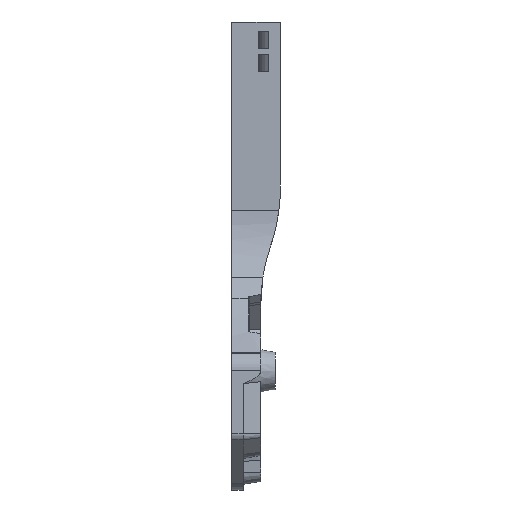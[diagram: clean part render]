
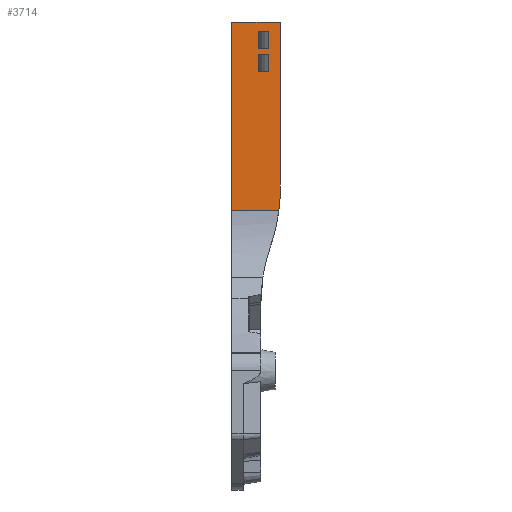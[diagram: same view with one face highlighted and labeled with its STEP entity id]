
A CAD part, front view. The second image highlights one B-rep face of the part: STEP entity #3714.
In plain terms, the highlighted planar face has unit normal (0, -1, 0).
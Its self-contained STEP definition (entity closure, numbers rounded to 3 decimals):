
#42=FACE_BOUND('',#484,.T.);
#43=FACE_BOUND('',#485,.T.);
#81=PLANE('',#3974);
#264=FACE_OUTER_BOUND('',#483,.T.);
#483=EDGE_LOOP('',(#2675,#2676,#2677,#2678,#2679,#2680,#2681));
#484=EDGE_LOOP('',(#2682,#2683,#2684,#2685));
#485=EDGE_LOOP('',(#2686,#2687,#2688,#2689));
#704=LINE('',#5534,#1062);
#732=LINE('',#5626,#1090);
#734=LINE('',#5633,#1092);
#735=LINE('',#5637,#1093);
#738=LINE('',#5644,#1096);
#739=LINE('',#5648,#1097);
#741=LINE('',#5653,#1099);
#743=LINE('',#5656,#1101);
#744=LINE('',#5660,#1102);
#745=LINE('',#5662,#1103);
#747=LINE('',#5666,#1105);
#757=LINE('',#5718,#1115);
#763=LINE('',#5734,#1121);
#1062=VECTOR('',#4365,10.);
#1090=VECTOR('',#4439,10.);
#1092=VECTOR('',#4447,10.);
#1093=VECTOR('',#4452,10.);
#1096=VECTOR('',#4459,10.);
#1097=VECTOR('',#4464,10.);
#1099=VECTOR('',#4470,10.);
#1101=VECTOR('',#4474,10.);
#1102=VECTOR('',#4479,10.);
#1103=VECTOR('',#4482,10.);
#1105=VECTOR('',#4486,10.);
#1115=VECTOR('',#4518,10.);
#1121=VECTOR('',#4532,10.);
#1417=CIRCLE('',#3922,32.25);
#1444=CIRCLE('',#3975,32.25);
#1617=VERTEX_POINT('',#5530);
#1619=VERTEX_POINT('',#5533);
#1622=VERTEX_POINT('',#5544);
#1651=VERTEX_POINT('',#5623);
#1652=VERTEX_POINT('',#5625);
#1653=VERTEX_POINT('',#5630);
#1654=VERTEX_POINT('',#5632);
#1655=VERTEX_POINT('',#5636);
#1657=VERTEX_POINT('',#5642);
#1658=VERTEX_POINT('',#5646);
#1659=VERTEX_POINT('',#5651);
#1660=VERTEX_POINT('',#5658);
#1661=VERTEX_POINT('',#5665);
#1677=VERTEX_POINT('',#5710);
#1678=VERTEX_POINT('',#5717);
#1973=EDGE_CURVE('',#1619,#1617,#704,.T.);
#1978=EDGE_CURVE('',#1617,#1622,#1417,.T.);
#2014=EDGE_CURVE('',#1651,#1652,#732,.T.);
#2018=EDGE_CURVE('',#1653,#1654,#734,.T.);
#2020=EDGE_CURVE('',#1622,#1655,#735,.T.);
#2024=EDGE_CURVE('',#1657,#1651,#738,.T.);
#2026=EDGE_CURVE('',#1658,#1653,#739,.T.);
#2029=EDGE_CURVE('',#1659,#1657,#741,.T.);
#2031=EDGE_CURVE('',#1652,#1659,#743,.T.);
#2033=EDGE_CURVE('',#1660,#1658,#744,.T.);
#2034=EDGE_CURVE('',#1660,#1654,#745,.T.);
#2036=EDGE_CURVE('',#1655,#1661,#747,.T.);
#2055=EDGE_CURVE('',#1678,#1677,#757,.T.);
#2063=EDGE_CURVE('',#1678,#1661,#763,.T.);
#2064=EDGE_CURVE('',#1677,#1619,#1444,.T.);
#2675=ORIENTED_EDGE('',*,*,#2063,.F.);
#2676=ORIENTED_EDGE('',*,*,#2055,.T.);
#2677=ORIENTED_EDGE('',*,*,#2064,.T.);
#2678=ORIENTED_EDGE('',*,*,#1973,.T.);
#2679=ORIENTED_EDGE('',*,*,#1978,.T.);
#2680=ORIENTED_EDGE('',*,*,#2020,.T.);
#2681=ORIENTED_EDGE('',*,*,#2036,.T.);
#2682=ORIENTED_EDGE('',*,*,#2026,.F.);
#2683=ORIENTED_EDGE('',*,*,#2033,.F.);
#2684=ORIENTED_EDGE('',*,*,#2034,.T.);
#2685=ORIENTED_EDGE('',*,*,#2018,.F.);
#2686=ORIENTED_EDGE('',*,*,#2029,.F.);
#2687=ORIENTED_EDGE('',*,*,#2031,.F.);
#2688=ORIENTED_EDGE('',*,*,#2014,.F.);
#2689=ORIENTED_EDGE('',*,*,#2024,.F.);
#3714=ADVANCED_FACE('',(#264,#42,#43),#81,.T.);
#3922=AXIS2_PLACEMENT_3D('',#5546,#4371,#4372);
#3974=AXIS2_PLACEMENT_3D('',#5733,#4530,#4531);
#3975=AXIS2_PLACEMENT_3D('',#5735,#4533,#4534);
#4365=DIRECTION('',(0.,0.,1.));
#4371=DIRECTION('center_axis',(0.,-1.,0.));
#4372=DIRECTION('ref_axis',(0.995,0.,-0.098));
#4439=DIRECTION('',(1.,0.,0.));
#4447=DIRECTION('',(0.,0.,-1.));
#4452=DIRECTION('',(0.,0.,1.));
#4459=DIRECTION('',(0.,0.,-1.));
#4464=DIRECTION('',(-1.,0.,0.));
#4470=DIRECTION('',(-1.,0.,0.));
#4474=DIRECTION('',(0.,0.,1.));
#4479=DIRECTION('',(0.,0.,1.));
#4482=DIRECTION('',(-1.,0.,0.));
#4486=DIRECTION('',(-1.,0.,0.));
#4518=DIRECTION('',(1.,0.,0.));
#4530=DIRECTION('center_axis',(0.,-1.,0.));
#4531=DIRECTION('ref_axis',(0.,0.,1.));
#4532=DIRECTION('',(0.,0.,1.));
#4533=DIRECTION('center_axis',(0.,-1.,0.));
#4534=DIRECTION('ref_axis',(0.995,0.,-0.098));
#5530=CARTESIAN_POINT('',(1.809,115.78,49.786));
#5533=CARTESIAN_POINT('',(1.809,115.78,29.786));
#5534=CARTESIAN_POINT('',(1.809,115.78,29.786));
#5544=CARTESIAN_POINT('',(1.864,115.78,51.666));
#5546=CARTESIAN_POINT('Origin',(-30.386,115.78,51.666));
#5623=CARTESIAN_POINT('',(-1.845,115.78,55.236));
#5625=CARTESIAN_POINT('',(-0.24,115.78,55.236));
#5626=CARTESIAN_POINT('',(-0.785,115.78,55.236));
#5630=CARTESIAN_POINT('',(-1.845,115.78,54.236));
#5632=CARTESIAN_POINT('',(-1.845,115.78,51.236));
#5633=CARTESIAN_POINT('',(-1.845,115.78,52.236));
#5636=CARTESIAN_POINT('',(1.864,115.78,59.786));
#5637=CARTESIAN_POINT('',(1.864,115.78,58.786));
#5642=CARTESIAN_POINT('',(-1.845,115.78,58.236));
#5644=CARTESIAN_POINT('',(-1.845,115.78,56.236));
#5646=CARTESIAN_POINT('',(-0.24,115.78,54.236));
#5648=CARTESIAN_POINT('',(-2.895,115.78,54.236));
#5651=CARTESIAN_POINT('',(-0.24,115.78,58.236));
#5653=CARTESIAN_POINT('',(-0.785,115.78,58.236));
#5656=CARTESIAN_POINT('',(-0.24,115.78,56.236));
#5658=CARTESIAN_POINT('',(-0.24,115.78,51.236));
#5660=CARTESIAN_POINT('',(-0.24,115.78,52.236));
#5662=CARTESIAN_POINT('',(-2.895,115.78,51.236));
#5665=CARTESIAN_POINT('',(-6.5,115.78,59.786));
#5666=CARTESIAN_POINT('',(-4.,115.78,59.786));
#5710=CARTESIAN_POINT('',(1.583,115.78,27.421));
#5717=CARTESIAN_POINT('',(-6.5,115.78,27.421));
#5718=CARTESIAN_POINT('',(-4.,115.78,27.421));
#5733=CARTESIAN_POINT('Origin',(-1.5,115.78,17.366));
#5734=CARTESIAN_POINT('',(-6.5,115.78,29.242));
#5735=CARTESIAN_POINT('Origin',(-30.386,115.78,31.666));
